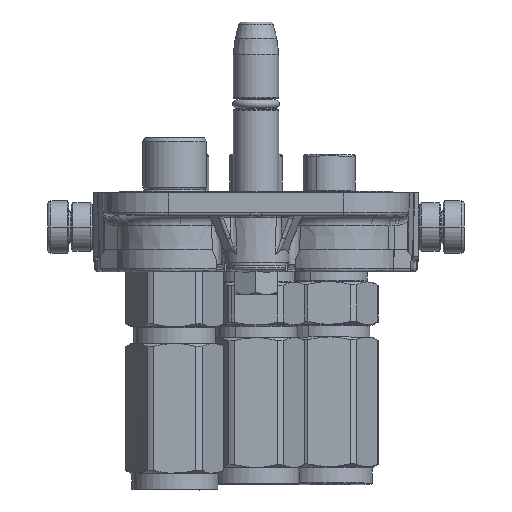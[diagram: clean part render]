
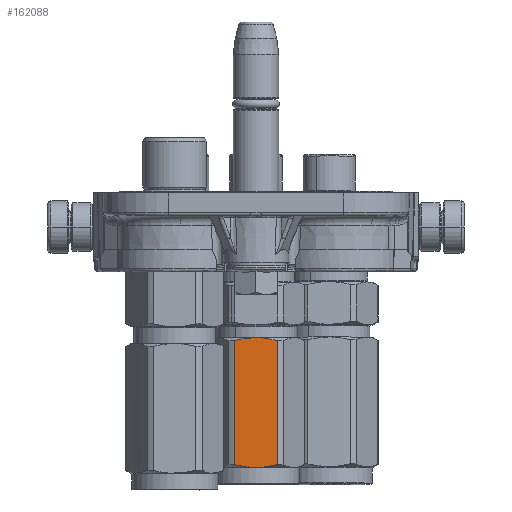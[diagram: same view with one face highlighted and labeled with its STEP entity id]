
A CAD part, left-side view. The second image highlights one B-rep face of the part: STEP entity #162088.
In plain terms, the highlighted face is planar.
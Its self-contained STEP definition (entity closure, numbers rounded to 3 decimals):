
#3869 = VERTEX_POINT ( 'NONE', #122716 ) ;
#7742 = CARTESIAN_POINT ( 'NONE',  ( 28.434, 6.538, -13.5 ) ) ;
#10782 = CARTESIAN_POINT ( 'NONE',  ( -10.322, 3.331, -13.5 ) ) ;
#11106 = DIRECTION ( 'NONE',  ( 0., -1., 0. ) ) ;
#12365 = CARTESIAN_POINT ( 'NONE',  ( 28.434, -6.538, -13.5 ) ) ;
#12996 = CARTESIAN_POINT ( 'NONE',  ( -10.537, -1.097, -13.499 ) ) ;
#20791 = EDGE_LOOP ( 'NONE', ( #125815, #147423, #98171, #123925, #139008 ) ) ;
#23739 = CARTESIAN_POINT ( 'NONE',  ( -10.331, -3.262, -13.5 ) ) ;
#25946 = CARTESIAN_POINT ( 'NONE',  ( -10.308, 3.431, -13.5 ) ) ;
#26828 = LINE ( 'NONE', #154103, #140998 ) ;
#32199 = CARTESIAN_POINT ( 'NONE',  ( -9.69, -6.538, -13.5 ) ) ;
#34164 = VECTOR ( 'NONE', #137682, 1000. ) ;
#34660 = CARTESIAN_POINT ( 'NONE',  ( 29.006, 4.31, -13.5 ) ) ;
#35827 = PLANE ( 'NONE',  #72667 ) ;
#36653 = CARTESIAN_POINT ( 'NONE',  ( -10.226, 3.969, -13.5 ) ) ;
#37763 = CARTESIAN_POINT ( 'NONE',  ( -9.69, 6.538, -13.5 ) ) ;
#48737 = DIRECTION ( 'NONE',  ( 0., 0., -1. ) ) ;
#49549 = CARTESIAN_POINT ( 'NONE',  ( -10.11, 4.641, -13.499 ) ) ;
#50564 = CARTESIAN_POINT ( 'NONE',  ( 29.3, 0., -13.5 ) ) ;
#59823 = CARTESIAN_POINT ( 'NONE',  ( 29.3, 0., -13.5 ) ) ;
#60391 = CARTESIAN_POINT ( 'NONE',  ( 29.295, 2.13, -13.5 ) ) ;
#62866 = CARTESIAN_POINT ( 'NONE',  ( -10.479, 2.181, -13.5 ) ) ;
#63357 = CARTESIAN_POINT ( 'NONE',  ( 29.009, -4.28, -13.5 ) ) ;
#63946 = CARTESIAN_POINT ( 'NONE',  ( -9.828, 5.99, -13.499 ) ) ;
#64966 = B_SPLINE_CURVE_WITH_KNOTS ( 'NONE', 3,
 ( #50564, #141146, #63357, #12365 ),
 .UNSPECIFIED., .F., .F.,
 ( 4, 4 ),
 ( 0., 1. ),
 .UNSPECIFIED. ) ;
#65693 = EDGE_CURVE ( 'NONE', #155687, #142632, #64966, .T. ) ;
#68147 = LINE ( 'NONE', #125361, #34164 ) ;
#72667 = AXIS2_PLACEMENT_3D ( 'NONE', #163299, #48737, #11106 ) ;
#72701 = EDGE_CURVE ( 'NONE', #3869, #126556, #153972, .T. ) ;
#74578 = CARTESIAN_POINT ( 'NONE',  ( -10.179, -4.374, -13.5 ) ) ;
#76243 = CARTESIAN_POINT ( 'NONE',  ( -10.556, 1.103, -13.5 ) ) ;
#86027 = EDGE_CURVE ( 'NONE', #117851, #155687, #94569, .T. ) ;
#88018 = CARTESIAN_POINT ( 'NONE',  ( -10.317, 3.363, -13.5 ) ) ;
#89115 = CARTESIAN_POINT ( 'NONE',  ( -10.479, -1.917, -13.5 ) ) ;
#94569 = B_SPLINE_CURVE_WITH_KNOTS ( 'NONE', 3,
 ( #7742, #34660, #60391, #59823 ),
 .UNSPECIFIED., .F., .F.,
 ( 4, 4 ),
 ( 0., 1. ),
 .UNSPECIFIED. ) ;
#98171 = ORIENTED_EDGE ( 'NONE', *, *, #65693, .T. ) ;
#100308 = CARTESIAN_POINT ( 'NONE',  ( -10.336, -3.226, -13.5 ) ) ;
#100858 = CARTESIAN_POINT ( 'NONE',  ( -10.413, -2.603, -13.5 ) ) ;
#117851 = VERTEX_POINT ( 'NONE', #137620 ) ;
#122716 = CARTESIAN_POINT ( 'NONE',  ( -9.69, 6.538, -13.5 ) ) ;
#123925 = ORIENTED_EDGE ( 'NONE', *, *, #137771, .F. ) ;
#125361 = CARTESIAN_POINT ( 'NONE',  ( -9.69, 6.538, -13.5 ) ) ;
#125565 = CARTESIAN_POINT ( 'NONE',  ( -9.95, 5.449, -13.499 ) ) ;
#125815 = ORIENTED_EDGE ( 'NONE', *, *, #130675, .T. ) ;
#126556 = VERTEX_POINT ( 'NONE', #32199 ) ;
#128722 = CARTESIAN_POINT ( 'NONE',  ( 28.434, -6.538, -13.5 ) ) ;
#130675 = EDGE_CURVE ( 'NONE', #3869, #117851, #68147, .T. ) ;
#135574 = FACE_OUTER_BOUND ( 'NONE', #20791, .T. ) ;
#137620 = CARTESIAN_POINT ( 'NONE',  ( 28.434, 6.538, -13.5 ) ) ;
#137682 = DIRECTION ( 'NONE',  ( 1., 0., 0. ) ) ;
#137771 = EDGE_CURVE ( 'NONE', #126556, #142632, #26828, .T. ) ;
#138995 = CARTESIAN_POINT ( 'NONE',  ( -10.359, -3.053, -13.5 ) ) ;
#139008 = ORIENTED_EDGE ( 'NONE', *, *, #72701, .F. ) ;
#139570 = CARTESIAN_POINT ( 'NONE',  ( -10.293, 3.532, -13.5 ) ) ;
#140998 = VECTOR ( 'NONE', #165275, 1000. ) ;
#141146 = CARTESIAN_POINT ( 'NONE',  ( 29.298, -2.101, -13.5 ) ) ;
#142632 = VERTEX_POINT ( 'NONE', #128722 ) ;
#146146 = CARTESIAN_POINT ( 'NONE',  ( 29.3, 0., -13.5 ) ) ;
#147423 = ORIENTED_EDGE ( 'NONE', *, *, #86027, .T. ) ;
#151322 = CARTESIAN_POINT ( 'NONE',  ( -10.258, 3.767, -13.5 ) ) ;
#151880 = CARTESIAN_POINT ( 'NONE',  ( -9.69, -6.538, -13.5 ) ) ;
#152416 = CARTESIAN_POINT ( 'NONE',  ( -10.389, -2.81, -13.5 ) ) ;
#152961 = CARTESIAN_POINT ( 'NONE',  ( -10.345, -3.157, -13.5 ) ) ;
#153512 = CARTESIAN_POINT ( 'NONE',  ( -10.455, -2.191, -13.5 ) ) ;
#153972 = B_SPLINE_CURVE_WITH_KNOTS ( 'NONE', 3,
 ( #37763, #63946, #125565, #49549, #165763, #36653, #151322, #139570, #25946, #88018, #10782, #62866, #76243, #165215, #12996, #89115, #153512, #100858, #152416, #138995, #152961, #100308, #23739, #74578, #164094, #151880 ),
 .UNSPECIFIED., .F., .F.,
 ( 4, 2, 2, 1, 1, 2, 2, 2, 2, 2, 1, 1, 2, 2, 4 ),
 ( 0., 0.125, 0.187, 0.219, 0.234, 0.242, 0.25, 0.5, 0.625, 0.688, 0.719, 0.734, 0.742, 0.75, 1. ),
 .UNSPECIFIED. ) ;
#154103 = CARTESIAN_POINT ( 'NONE',  ( -9.69, -6.538, -13.5 ) ) ;
#155687 = VERTEX_POINT ( 'NONE', #146146 ) ;
#162088 = ADVANCED_FACE ( 'NONE', ( #135574 ), #35827, .T. ) ;
#163299 = CARTESIAN_POINT ( 'NONE',  ( 29.3, 7.794, -13.5 ) ) ;
#164094 = CARTESIAN_POINT ( 'NONE',  ( -9.967, -5.442, -13.498 ) ) ;
#165215 = CARTESIAN_POINT ( 'NONE',  ( -10.556, -0.551, -13.5 ) ) ;
#165275 = DIRECTION ( 'NONE',  ( 1., 0., 0. ) ) ;
#165763 = CARTESIAN_POINT ( 'NONE',  ( -10.159, 4.372, -13.5 ) ) ;
